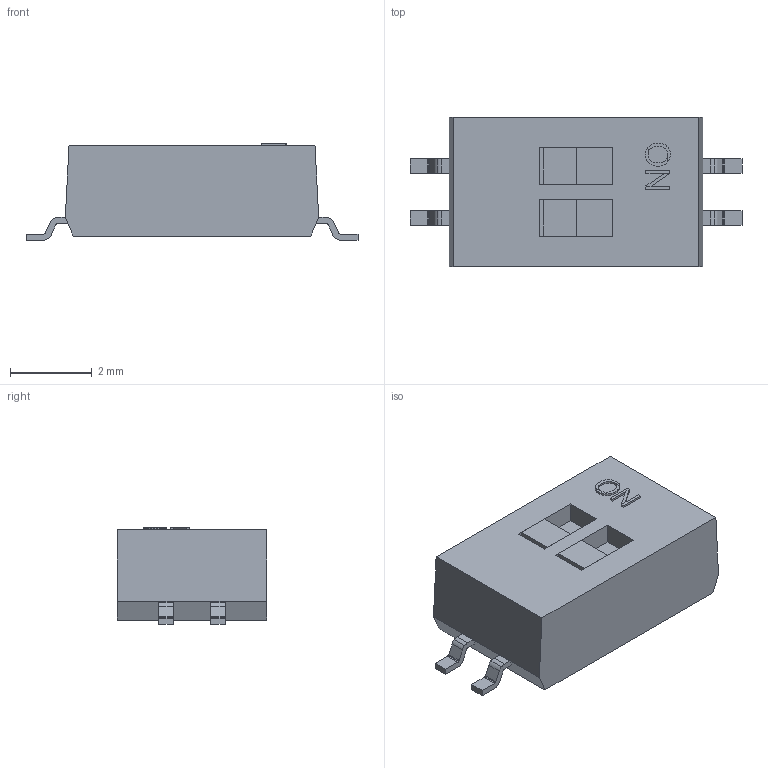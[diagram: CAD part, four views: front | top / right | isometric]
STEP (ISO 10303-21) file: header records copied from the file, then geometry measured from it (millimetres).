
FILE_DESCRIPTION((''),'2;1');
FILE_NAME('SW_TYCO_1571983-1.stp','2009-01-12T16:43:18',(''),(''),'Mechanical Desktop 2006','Mechanical Desktop 2006',', , ');
FILE_SCHEMA(('AUTOMOTIVE_DESIGN { 1 2 10303 214 0 1 1 1 }'));
Length unit declared in the file: millimetre
Products named in the file (1): Product
Bounding box: 8.12 x 3.66 x 2.36 mm (x, y, z)
Volume: 48.6 mm3; surface area: 104.7 mm2
Topology: 12 solids, 12 shells, 223 faces, 591 edges, 394 vertices
Faces by surface type: plane 171, bspline 36, cylinder 16
Entity records: 7092 total; most frequent: CARTESIAN_POINT 1541, ORIENTED_EDGE 1182, DIRECTION 1031, EDGE_CURVE 591, VECTOR 527, LINE 527, VERTEX_POINT 394, AXIS2_PLACEMENT_3D 252
